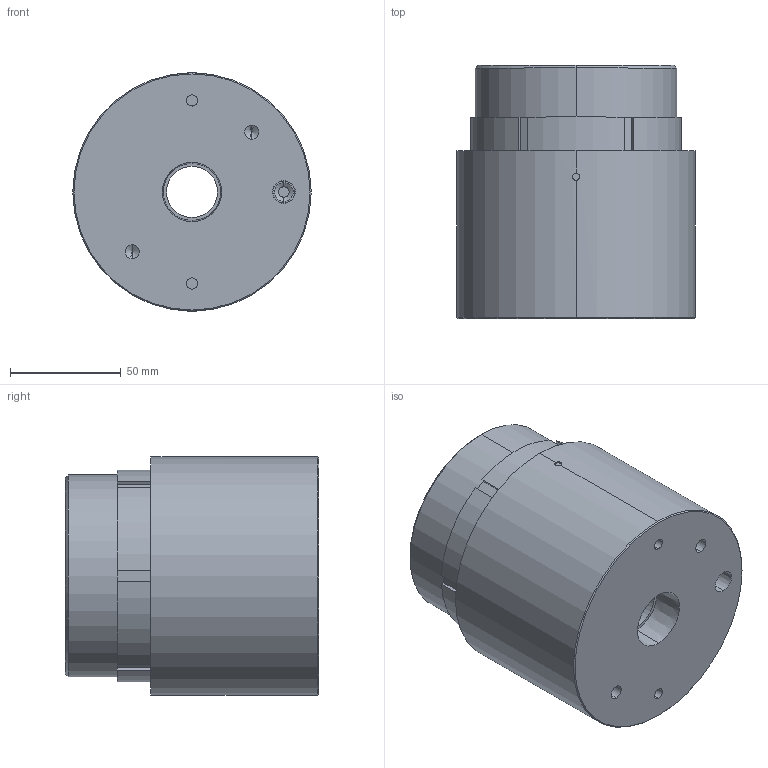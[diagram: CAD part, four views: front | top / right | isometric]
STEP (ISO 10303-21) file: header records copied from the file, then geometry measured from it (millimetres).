
FILE_DESCRIPTION (( 'STEP AP214' ), '1' );
FILE_NAME ('CTSC-002974.STEP', '2025-04-22T14:34:25', ( '' ), ( '' ), 'SwSTEP 2.0', 'SolidWorks 2023', '' );
FILE_SCHEMA (( 'AUTOMOTIVE_DESIGN' ));
Length unit declared in the file: inch
Products named in the file (1): CTSC-002974
Bounding box: 107.44 x 114.17 x 107.46 mm (x, y, z)
Volume: 762791.8 mm3; surface area: 73827.6 mm2
Topology: 1 solids, 2 shells, 132 faces, 320 edges, 202 vertices
Faces by surface type: cylinder 58, plane 48, cone 26
Entity records: 5304 total; most frequent: CARTESIAN_POINT 831, DIRECTION 686, ORIENTED_EDGE 624, EDGE_CURVE 312, AXIS2_PLACEMENT_3D 259, VERTEX_POINT 202, VECTOR 168, LINE 168
